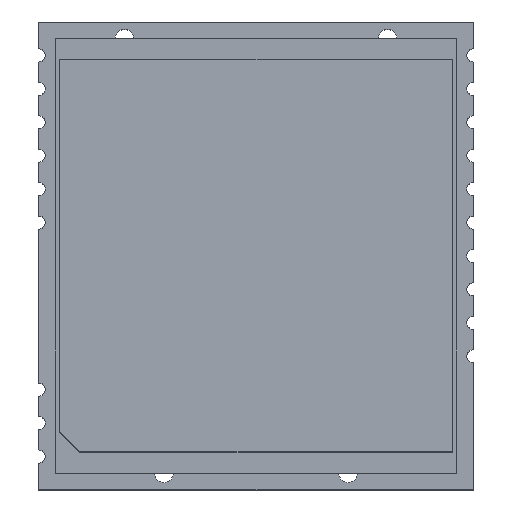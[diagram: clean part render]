
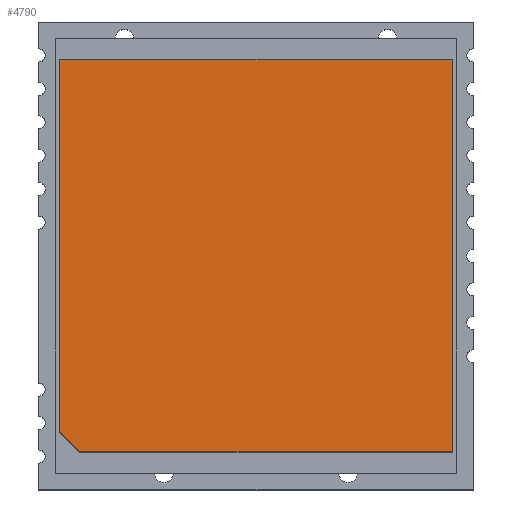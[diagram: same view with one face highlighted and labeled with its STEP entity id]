
A CAD part, top view. The second image highlights one B-rep face of the part: STEP entity #4790.
In plain terms, the highlighted planar face has unit normal (0, 0, 1).
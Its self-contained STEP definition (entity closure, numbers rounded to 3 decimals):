
#4674 = EDGE_CURVE('',#4675,#4677,#4679,.T.);
#4675 = VERTEX_POINT('',#4676);
#4676 = CARTESIAN_POINT('',(0.8,2.197,7.1));
#4677 = VERTEX_POINT('',#4678);
#4678 = CARTESIAN_POINT('',(0.8,16.345,7.1));
#4679 = SURFACE_CURVE('',#4680,(#4684,#4696),.PCURVE_S1.);
#4680 = LINE('',#4681,#4682);
#4681 = CARTESIAN_POINT('',(0.8,1.435,7.1));
#4682 = VECTOR('',#4683,1.);
#4683 = DIRECTION('',(0.,1.,0.));
#4684 = PCURVE('',#4685,#4690);
#4685 = PLANE('',#4686);
#4686 = AXIS2_PLACEMENT_3D('',#4687,#4688,#4689);
#4687 = CARTESIAN_POINT('',(0.8,1.435,3.));
#4688 = DIRECTION('',(1.,0.,0.));
#4689 = DIRECTION('',(0.,0.,1.));
#4690 = DEFINITIONAL_REPRESENTATION('',(#4691),#4695);
#4691 = LINE('',#4692,#4693);
#4692 = CARTESIAN_POINT('',(4.1,0.));
#4693 = VECTOR('',#4694,1.);
#4694 = DIRECTION('',(0.,-1.));
#4695 = ( GEOMETRIC_REPRESENTATION_CONTEXT(2) 
PARAMETRIC_REPRESENTATION_CONTEXT() REPRESENTATION_CONTEXT('2D SPACE',''
  ) );
#4696 = PCURVE('',#4697,#4702);
#4697 = PLANE('',#4698);
#4698 = AXIS2_PLACEMENT_3D('',#4699,#4700,#4701);
#4699 = CARTESIAN_POINT('',(0.8,1.435,7.1));
#4700 = DIRECTION('',(0.,0.,1.));
#4701 = DIRECTION('',(1.,0.,0.));
#4702 = DEFINITIONAL_REPRESENTATION('',(#4703),#4707);
#4703 = LINE('',#4704,#4705);
#4704 = CARTESIAN_POINT('',(0.,0.));
#4705 = VECTOR('',#4706,1.);
#4706 = DIRECTION('',(0.,1.));
#4707 = ( GEOMETRIC_REPRESENTATION_CONTEXT(2) 
PARAMETRIC_REPRESENTATION_CONTEXT() REPRESENTATION_CONTEXT('2D SPACE',''
  ) );
#4725 = PLANE('',#4726);
#4726 = AXIS2_PLACEMENT_3D('',#4727,#4728,#4729);
#4727 = CARTESIAN_POINT('',(0.8,2.197,7.1));
#4728 = DIRECTION('',(-0.707,-0.707,0.));
#4729 = DIRECTION('',(0.707,-0.707,0.));
#4779 = PLANE('',#4780);
#4780 = AXIS2_PLACEMENT_3D('',#4781,#4782,#4783);
#4781 = CARTESIAN_POINT('',(0.8,16.345,3.));
#4782 = DIRECTION('',(0.,1.,0.));
#4783 = DIRECTION('',(0.,0.,1.));
#4790 = ADVANCED_FACE('',(#4791),#4697,.T.);
#4791 = FACE_BOUND('',#4792,.T.);
#4792 = EDGE_LOOP('',(#4793,#4794,#4817,#4845,#4873));
#4793 = ORIENTED_EDGE('',*,*,#4674,.F.);
#4794 = ORIENTED_EDGE('',*,*,#4795,.T.);
#4795 = EDGE_CURVE('',#4675,#4796,#4798,.T.);
#4796 = VERTEX_POINT('',#4797);
#4797 = CARTESIAN_POINT('',(1.562,1.435,7.1));
#4798 = SURFACE_CURVE('',#4799,(#4803,#4810),.PCURVE_S1.);
#4799 = LINE('',#4800,#4801);
#4800 = CARTESIAN_POINT('',(0.8,2.197,7.1));
#4801 = VECTOR('',#4802,1.);
#4802 = DIRECTION('',(0.707,-0.707,0.));
#4803 = PCURVE('',#4697,#4804);
#4804 = DEFINITIONAL_REPRESENTATION('',(#4805),#4809);
#4805 = LINE('',#4806,#4807);
#4806 = CARTESIAN_POINT('',(0.,0.762));
#4807 = VECTOR('',#4808,1.);
#4808 = DIRECTION('',(0.707,-0.707));
#4809 = ( GEOMETRIC_REPRESENTATION_CONTEXT(2) 
PARAMETRIC_REPRESENTATION_CONTEXT() REPRESENTATION_CONTEXT('2D SPACE',''
  ) );
#4810 = PCURVE('',#4725,#4811);
#4811 = DEFINITIONAL_REPRESENTATION('',(#4812),#4816);
#4812 = LINE('',#4813,#4814);
#4813 = CARTESIAN_POINT('',(0.,0.));
#4814 = VECTOR('',#4815,1.);
#4815 = DIRECTION('',(1.,0.));
#4816 = ( GEOMETRIC_REPRESENTATION_CONTEXT(2) 
PARAMETRIC_REPRESENTATION_CONTEXT() REPRESENTATION_CONTEXT('2D SPACE',''
  ) );
#4817 = ORIENTED_EDGE('',*,*,#4818,.T.);
#4818 = EDGE_CURVE('',#4796,#4819,#4821,.T.);
#4819 = VERTEX_POINT('',#4820);
#4820 = CARTESIAN_POINT('',(15.71,1.435,7.1));
#4821 = SURFACE_CURVE('',#4822,(#4826,#4833),.PCURVE_S1.);
#4822 = LINE('',#4823,#4824);
#4823 = CARTESIAN_POINT('',(0.8,1.435,7.1));
#4824 = VECTOR('',#4825,1.);
#4825 = DIRECTION('',(1.,0.,0.));
#4826 = PCURVE('',#4697,#4827);
#4827 = DEFINITIONAL_REPRESENTATION('',(#4828),#4832);
#4828 = LINE('',#4829,#4830);
#4829 = CARTESIAN_POINT('',(0.,0.));
#4830 = VECTOR('',#4831,1.);
#4831 = DIRECTION('',(1.,0.));
#4832 = ( GEOMETRIC_REPRESENTATION_CONTEXT(2) 
PARAMETRIC_REPRESENTATION_CONTEXT() REPRESENTATION_CONTEXT('2D SPACE',''
  ) );
#4833 = PCURVE('',#4834,#4839);
#4834 = PLANE('',#4835);
#4835 = AXIS2_PLACEMENT_3D('',#4836,#4837,#4838);
#4836 = CARTESIAN_POINT('',(0.8,1.435,3.));
#4837 = DIRECTION('',(0.,1.,0.));
#4838 = DIRECTION('',(0.,0.,1.));
#4839 = DEFINITIONAL_REPRESENTATION('',(#4840),#4844);
#4840 = LINE('',#4841,#4842);
#4841 = CARTESIAN_POINT('',(4.1,0.));
#4842 = VECTOR('',#4843,1.);
#4843 = DIRECTION('',(0.,1.));
#4844 = ( GEOMETRIC_REPRESENTATION_CONTEXT(2) 
PARAMETRIC_REPRESENTATION_CONTEXT() REPRESENTATION_CONTEXT('2D SPACE',''
  ) );
#4845 = ORIENTED_EDGE('',*,*,#4846,.T.);
#4846 = EDGE_CURVE('',#4819,#4847,#4849,.T.);
#4847 = VERTEX_POINT('',#4848);
#4848 = CARTESIAN_POINT('',(15.71,16.345,7.1));
#4849 = SURFACE_CURVE('',#4850,(#4854,#4861),.PCURVE_S1.);
#4850 = LINE('',#4851,#4852);
#4851 = CARTESIAN_POINT('',(15.71,1.435,7.1));
#4852 = VECTOR('',#4853,1.);
#4853 = DIRECTION('',(0.,1.,0.));
#4854 = PCURVE('',#4697,#4855);
#4855 = DEFINITIONAL_REPRESENTATION('',(#4856),#4860);
#4856 = LINE('',#4857,#4858);
#4857 = CARTESIAN_POINT('',(14.91,0.));
#4858 = VECTOR('',#4859,1.);
#4859 = DIRECTION('',(0.,1.));
#4860 = ( GEOMETRIC_REPRESENTATION_CONTEXT(2) 
PARAMETRIC_REPRESENTATION_CONTEXT() REPRESENTATION_CONTEXT('2D SPACE',''
  ) );
#4861 = PCURVE('',#4862,#4867);
#4862 = PLANE('',#4863);
#4863 = AXIS2_PLACEMENT_3D('',#4864,#4865,#4866);
#4864 = CARTESIAN_POINT('',(15.71,1.435,3.));
#4865 = DIRECTION('',(1.,0.,0.));
#4866 = DIRECTION('',(0.,0.,1.));
#4867 = DEFINITIONAL_REPRESENTATION('',(#4868),#4872);
#4868 = LINE('',#4869,#4870);
#4869 = CARTESIAN_POINT('',(4.1,0.));
#4870 = VECTOR('',#4871,1.);
#4871 = DIRECTION('',(0.,-1.));
#4872 = ( GEOMETRIC_REPRESENTATION_CONTEXT(2) 
PARAMETRIC_REPRESENTATION_CONTEXT() REPRESENTATION_CONTEXT('2D SPACE',''
  ) );
#4873 = ORIENTED_EDGE('',*,*,#4874,.F.);
#4874 = EDGE_CURVE('',#4677,#4847,#4875,.T.);
#4875 = SURFACE_CURVE('',#4876,(#4880,#4887),.PCURVE_S1.);
#4876 = LINE('',#4877,#4878);
#4877 = CARTESIAN_POINT('',(0.8,16.345,7.1));
#4878 = VECTOR('',#4879,1.);
#4879 = DIRECTION('',(1.,0.,0.));
#4880 = PCURVE('',#4697,#4881);
#4881 = DEFINITIONAL_REPRESENTATION('',(#4882),#4886);
#4882 = LINE('',#4883,#4884);
#4883 = CARTESIAN_POINT('',(0.,14.91));
#4884 = VECTOR('',#4885,1.);
#4885 = DIRECTION('',(1.,0.));
#4886 = ( GEOMETRIC_REPRESENTATION_CONTEXT(2) 
PARAMETRIC_REPRESENTATION_CONTEXT() REPRESENTATION_CONTEXT('2D SPACE',''
  ) );
#4887 = PCURVE('',#4779,#4888);
#4888 = DEFINITIONAL_REPRESENTATION('',(#4889),#4893);
#4889 = LINE('',#4890,#4891);
#4890 = CARTESIAN_POINT('',(4.1,0.));
#4891 = VECTOR('',#4892,1.);
#4892 = DIRECTION('',(0.,1.));
#4893 = ( GEOMETRIC_REPRESENTATION_CONTEXT(2) 
PARAMETRIC_REPRESENTATION_CONTEXT() REPRESENTATION_CONTEXT('2D SPACE',''
  ) );
